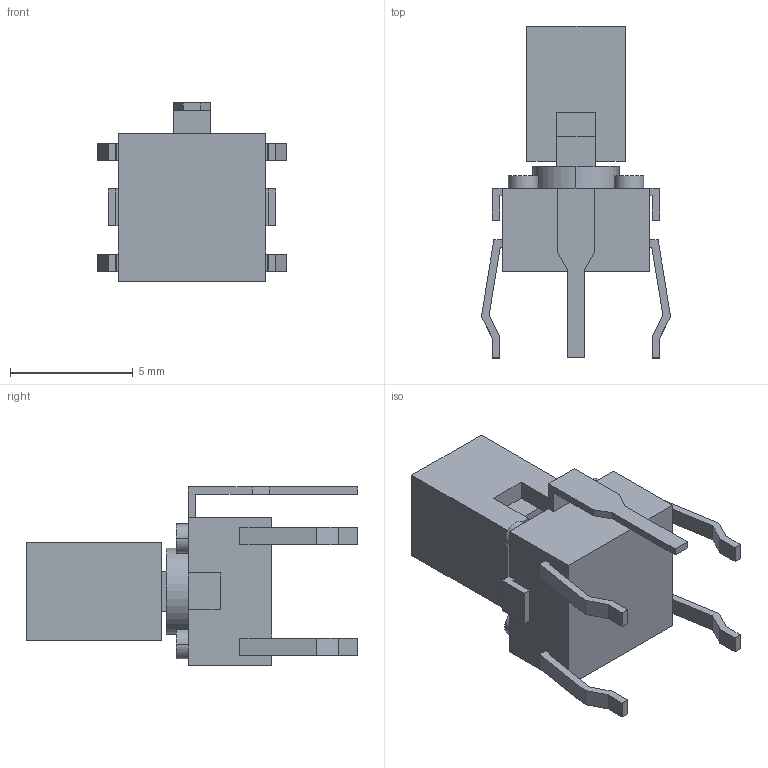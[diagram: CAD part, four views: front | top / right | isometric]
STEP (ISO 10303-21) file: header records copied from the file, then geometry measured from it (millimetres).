
FILE_DESCRIPTION (( 'STEP AP203' ), '1' );
FILE_NAME ('B3F_1152.step', '2013-07-18T10:36:07', ( 'OSMC1.0 TAKUMI' ), ( 'TAKUMI-Engniaring' ), 'SwSTEP 2.0', 'SolidWorks 2002025', '' );
FILE_SCHEMA (( 'CONFIG_CONTROL_DESIGN' ));
Length unit declared in the file: millimetre
Products named in the file (4): B3F_1152; B3F_1152_BUTTON; B32_1000; B3F_1152_BASE
Assembly tree (3 placements, depth 2):
  B3F_1152
    B3F_1152_BASE
    B3F_1152_BUTTON
    B32_1000
Bounding box: 7.7 x 13.5 x 7.25 mm (x, y, z)
Volume: 203.8 mm3; surface area: 477.6 mm2
Topology: 3 solids, 3 shells, 126 faces, 324 edges, 216 vertices
Faces by surface type: plane 112, cylinder 14
Entity records: 4190 total; most frequent: CARTESIAN_POINT 672, ORIENTED_EDGE 648, DIRECTION 616, EDGE_CURVE 324, LINE 296, VECTOR 296, VERTEX_POINT 216, AXIS2_PLACEMENT_3D 160
